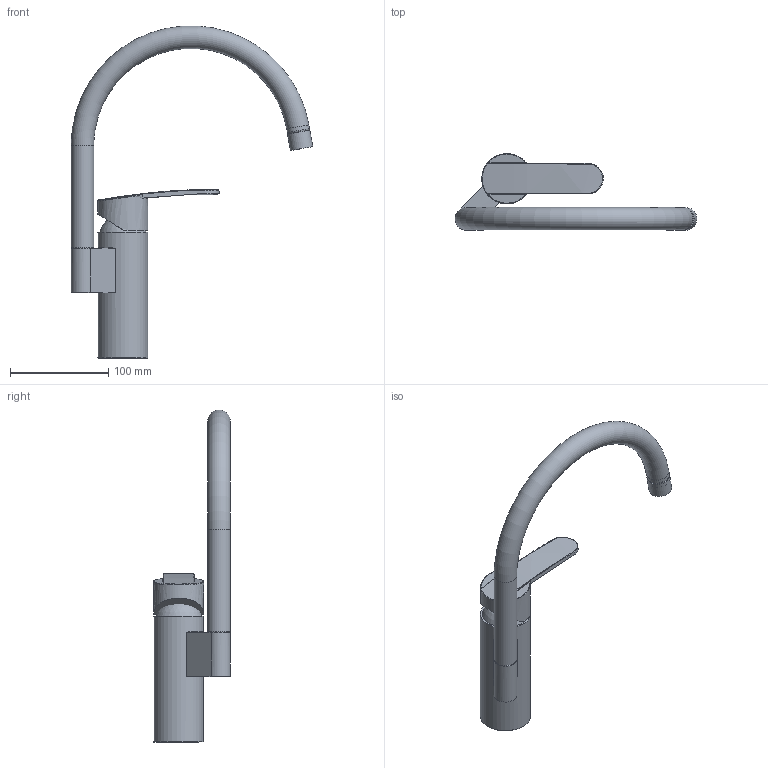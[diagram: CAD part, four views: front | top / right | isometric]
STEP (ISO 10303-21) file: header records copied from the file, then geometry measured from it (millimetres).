
FILE_DESCRIPTION(/* description */ ('Unknown'),/* implementation_level */ '2;1');
FILE_NAME(/* name */ '32449001',/* time_stamp */ '2022-09-10T06:43:33+02:00',/* author */ ('Unknown'),/* organization */ ('GROHE AG'),/* preprocessor_version */ 'ST-DEVELOPER v16.7',/* originating_system */ 'DEX',/* authorisation */ $);
FILE_SCHEMA (('AP203_CONFIGURATION_CONTROLLED_3D_DESIGN_OF_MECHANICAL_PARTS_AND_ASSEMBLIES_MIM_LF { 1 0 10303 203 3 1 4 }','AUTOMOTIVE_DESIGN {1 0 10303 214 3 1 1}'));
Length unit declared in the file: millimetre
Products named in the file (5): 32449001; 32449001_0; id78; 140218_WaveCosmo_Lever51_Kitchen_HiSpout_Lob
Assembly tree (4 placements, depth 2):
  32449001
    32449001
    32449001_0
    id78
    140218_WaveCosmo_Lever51_Kitchen_HiSpout_Lob
Bounding box: 246.16 x 78.08 x 338.31 mm (x, y, z)
Volume: 313187.9 mm3; surface area: 114460.8 mm2
Topology: 4 solids, 6 shells, 47 faces, 114 edges, 72 vertices
Faces by surface type: bspline 19, cylinder 11, plane 11, torus 5, sphere 1
Full cylindrical faces by diameter (mm): 20 x2, 22 x2, 23 x4, 23.15 x1, 51 x1
Entity records: 2396 total; most frequent: CARTESIAN_POINT 1218, ORIENTED_EDGE 159, DIRECTION 142, EDGE_CURVE 91, VERTEX_POINT 67, AXIS2_PLACEMENT_3D 66, EDGE_LOOP 64, FACE_BOUND 64
